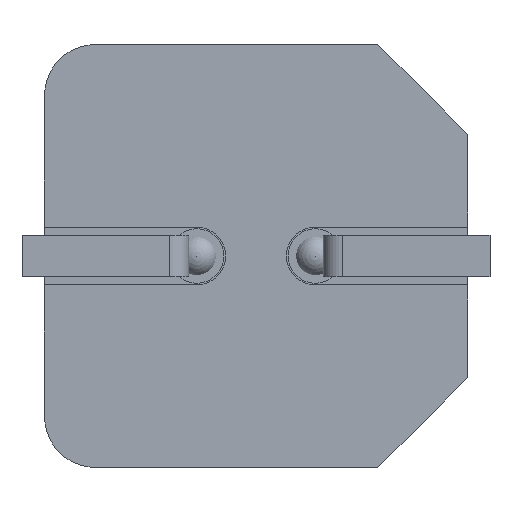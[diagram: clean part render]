
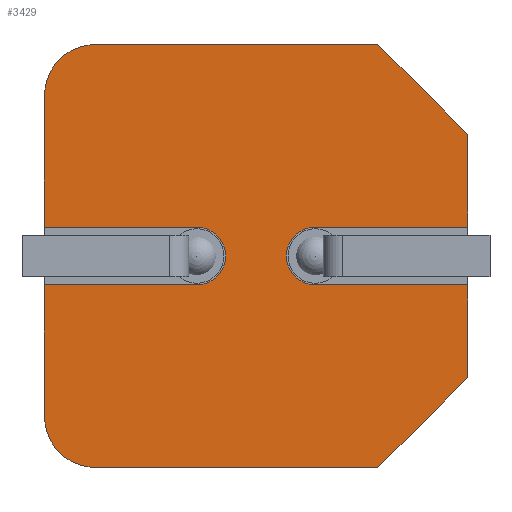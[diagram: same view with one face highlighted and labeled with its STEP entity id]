
A CAD part, front view. The second image highlights one B-rep face of the part: STEP entity #3429.
In plain terms, the highlighted planar face has unit normal (0, -1, 0).
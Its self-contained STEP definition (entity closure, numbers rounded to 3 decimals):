
#68=CIRCLE('',#3695,0.8);
#69=CIRCLE('',#3696,0.45);
#70=CIRCLE('',#3697,0.8);
#71=CIRCLE('',#3698,0.45);
#421=FACE_OUTER_BOUND('',#622,.T.);
#622=EDGE_LOOP('',(#2918,#2919,#2920,#2921,#2922,#2923,#2924,#2925,#2926,
#2927,#2928,#2929,#2930,#2931,#2932,#2933));
#912=LINE('',#6121,#1254);
#920=LINE('',#6137,#1262);
#924=LINE('',#6146,#1266);
#925=LINE('',#6150,#1267);
#926=LINE('',#6151,#1268);
#927=LINE('',#6153,#1269);
#928=LINE('',#6156,#1270);
#929=LINE('',#6158,#1271);
#930=LINE('',#6160,#1272);
#931=LINE('',#6164,#1273);
#932=LINE('',#6166,#1274);
#933=LINE('',#6169,#1275);
#1254=VECTOR('',#4214,1000.);
#1262=VECTOR('',#4222,1000.);
#1266=VECTOR('',#4228,1000.);
#1267=VECTOR('',#4231,1000.);
#1268=VECTOR('',#4232,1000.);
#1269=VECTOR('',#4233,1000.);
#1270=VECTOR('',#4236,1000.);
#1271=VECTOR('',#4237,1000.);
#1272=VECTOR('',#4238,1000.);
#1273=VECTOR('',#4241,1000.);
#1274=VECTOR('',#4242,1000.);
#1275=VECTOR('',#4245,1000.);
#1599=VERTEX_POINT('',#6119);
#1600=VERTEX_POINT('',#6120);
#1607=VERTEX_POINT('',#6134);
#1608=VERTEX_POINT('',#6136);
#1611=VERTEX_POINT('',#6144);
#1612=VERTEX_POINT('',#6145);
#1613=VERTEX_POINT('',#6147);
#1614=VERTEX_POINT('',#6149);
#1615=VERTEX_POINT('',#6152);
#1616=VERTEX_POINT('',#6154);
#1617=VERTEX_POINT('',#6157);
#1618=VERTEX_POINT('',#6159);
#1619=VERTEX_POINT('',#6161);
#1620=VERTEX_POINT('',#6163);
#1621=VERTEX_POINT('',#6165);
#1622=VERTEX_POINT('',#6167);
#2050=EDGE_CURVE('',#1599,#1600,#912,.T.);
#2058=EDGE_CURVE('',#1607,#1608,#920,.T.);
#2062=EDGE_CURVE('',#1611,#1612,#924,.T.);
#2063=EDGE_CURVE('',#1611,#1613,#68,.T.);
#2064=EDGE_CURVE('',#1614,#1613,#925,.T.);
#2065=EDGE_CURVE('',#1614,#1600,#926,.T.);
#2066=EDGE_CURVE('',#1599,#1615,#927,.T.);
#2067=EDGE_CURVE('',#1615,#1616,#69,.T.);
#2068=EDGE_CURVE('',#1616,#1608,#928,.T.);
#2069=EDGE_CURVE('',#1607,#1617,#929,.T.);
#2070=EDGE_CURVE('',#1618,#1617,#930,.T.);
#2071=EDGE_CURVE('',#1618,#1619,#70,.T.);
#2072=EDGE_CURVE('',#1620,#1619,#931,.T.);
#2073=EDGE_CURVE('',#1621,#1620,#932,.T.);
#2074=EDGE_CURVE('',#1622,#1621,#71,.T.);
#2075=EDGE_CURVE('',#1612,#1622,#933,.T.);
#2918=ORIENTED_EDGE('',*,*,#2062,.F.);
#2919=ORIENTED_EDGE('',*,*,#2063,.T.);
#2920=ORIENTED_EDGE('',*,*,#2064,.F.);
#2921=ORIENTED_EDGE('',*,*,#2065,.T.);
#2922=ORIENTED_EDGE('',*,*,#2050,.F.);
#2923=ORIENTED_EDGE('',*,*,#2066,.T.);
#2924=ORIENTED_EDGE('',*,*,#2067,.T.);
#2925=ORIENTED_EDGE('',*,*,#2068,.T.);
#2926=ORIENTED_EDGE('',*,*,#2058,.F.);
#2927=ORIENTED_EDGE('',*,*,#2069,.T.);
#2928=ORIENTED_EDGE('',*,*,#2070,.F.);
#2929=ORIENTED_EDGE('',*,*,#2071,.T.);
#2930=ORIENTED_EDGE('',*,*,#2072,.F.);
#2931=ORIENTED_EDGE('',*,*,#2073,.F.);
#2932=ORIENTED_EDGE('',*,*,#2074,.F.);
#2933=ORIENTED_EDGE('',*,*,#2075,.F.);
#3240=PLANE('',#3694);
#3429=ADVANCED_FACE('',(#421),#3240,.T.);
#3694=AXIS2_PLACEMENT_3D('',#6143,#4226,#4227);
#3695=AXIS2_PLACEMENT_3D('',#6148,#4229,#4230);
#3696=AXIS2_PLACEMENT_3D('',#6155,#4234,#4235);
#3697=AXIS2_PLACEMENT_3D('',#6162,#4239,#4240);
#3698=AXIS2_PLACEMENT_3D('',#6168,#4243,#4244);
#4214=DIRECTION('',(0.,0.,-1.));
#4222=DIRECTION('',(0.,0.,-1.));
#4226=DIRECTION('center_axis',(0.,-1.,0.));
#4227=DIRECTION('ref_axis',(0.,0.,-1.));
#4228=DIRECTION('',(0.,0.,1.));
#4229=DIRECTION('center_axis',(0.,-1.,0.));
#4230=DIRECTION('ref_axis',(0.,0.,-1.));
#4231=DIRECTION('',(-1.,0.,0.));
#4232=DIRECTION('',(0.707,0.,0.707));
#4233=DIRECTION('',(-1.,0.,0.));
#4234=DIRECTION('center_axis',(0.,1.,0.));
#4235=DIRECTION('ref_axis',(0.,0.,-1.));
#4236=DIRECTION('',(1.,0.,0.));
#4237=DIRECTION('',(-0.707,0.,0.707));
#4238=DIRECTION('',(1.,0.,0.));
#4239=DIRECTION('center_axis',(0.,-1.,0.));
#4240=DIRECTION('ref_axis',(0.,0.,-1.));
#4241=DIRECTION('',(0.,0.,1.));
#4242=DIRECTION('',(-1.,0.,0.));
#4243=DIRECTION('center_axis',(0.,-1.,0.));
#4244=DIRECTION('ref_axis',(0.,0.,-1.));
#4245=DIRECTION('',(1.,0.,0.));
#6119=CARTESIAN_POINT('',(3.3,0.,-0.45));
#6120=CARTESIAN_POINT('',(3.3,0.,-1.9));
#6121=CARTESIAN_POINT('',(3.3,0.,3.3));
#6134=CARTESIAN_POINT('',(3.3,0.,1.9));
#6136=CARTESIAN_POINT('',(3.3,0.,0.45));
#6137=CARTESIAN_POINT('',(3.3,0.,3.3));
#6143=CARTESIAN_POINT('Origin',(0.,0.,0.));
#6144=CARTESIAN_POINT('',(-3.3,0.,-2.5));
#6145=CARTESIAN_POINT('',(-3.3,0.,-0.45));
#6146=CARTESIAN_POINT('',(-3.3,0.,3.3));
#6147=CARTESIAN_POINT('',(-2.5,0.,-3.3));
#6148=CARTESIAN_POINT('Origin',(-2.5,0.,-2.5));
#6149=CARTESIAN_POINT('',(1.9,0.,-3.3));
#6150=CARTESIAN_POINT('',(-3.3,0.,-3.3));
#6151=CARTESIAN_POINT('',(2.6,0.,-2.6));
#6152=CARTESIAN_POINT('',(0.925,0.,-0.45));
#6153=CARTESIAN_POINT('',(3.3,0.,-0.45));
#6154=CARTESIAN_POINT('',(0.925,0.,0.45));
#6155=CARTESIAN_POINT('Origin',(0.925,0.,0.));
#6156=CARTESIAN_POINT('',(3.3,0.,0.45));
#6157=CARTESIAN_POINT('',(1.9,0.,3.3));
#6158=CARTESIAN_POINT('',(2.6,0.,2.6));
#6159=CARTESIAN_POINT('',(-2.5,0.,3.3));
#6160=CARTESIAN_POINT('',(-3.3,0.,3.3));
#6161=CARTESIAN_POINT('',(-3.3,0.,2.5));
#6162=CARTESIAN_POINT('Origin',(-2.5,0.,2.5));
#6163=CARTESIAN_POINT('',(-3.3,0.,0.45));
#6164=CARTESIAN_POINT('',(-3.3,0.,3.3));
#6165=CARTESIAN_POINT('',(-0.925,0.,0.45));
#6166=CARTESIAN_POINT('',(-3.3,0.,0.45));
#6167=CARTESIAN_POINT('',(-0.925,0.,-0.45));
#6168=CARTESIAN_POINT('Origin',(-0.925,0.,0.));
#6169=CARTESIAN_POINT('',(-3.3,0.,-0.45));
